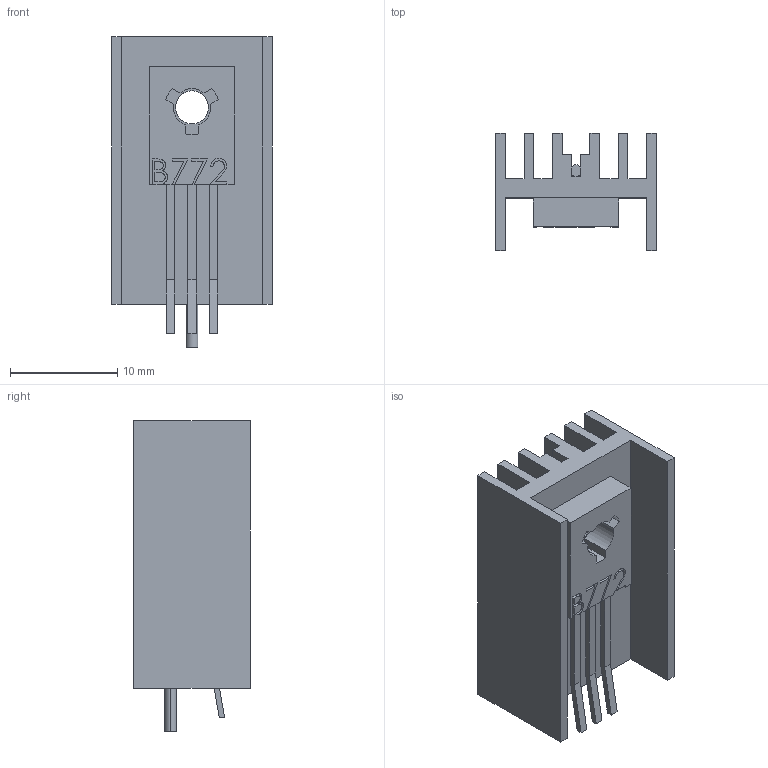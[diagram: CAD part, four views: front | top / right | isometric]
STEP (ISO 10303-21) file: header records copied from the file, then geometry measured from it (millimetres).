
FILE_DESCRIPTION (( 'STEP AP214' ), '1' );
FILE_NAME ('B772(bend).STEP', '2023-01-02T18:14:02', ( '' ), ( '' ), 'SwSTEP 2.0', 'SolidWorks 2021', '' );
FILE_SCHEMA (( 'AUTOMOTIVE_DESIGN' ));
Length unit declared in the file: millimetre
Products named in the file (3): B772(bend); 冓儰僗闉; B772
Assembly tree (2 placements, depth 2):
  B772(bend)
    冓儰僗闉
    B772
Bounding box: 15 x 10.91 x 29 mm (x, y, z)
Volume: 1770.6 mm3; surface area: 3167.1 mm2
Topology: 3 solids, 3 shells, 133 faces, 369 edges, 246 vertices
Faces by surface type: plane 107, bspline 15, cylinder 11
Entity records: 6524 total; most frequent: CARTESIAN_POINT 1720, ORIENTED_EDGE 738, DIRECTION 615, EDGE_CURVE 369, LINE 309, VECTOR 309, VERTEX_POINT 246, AXIS2_PLACEMENT_3D 153
